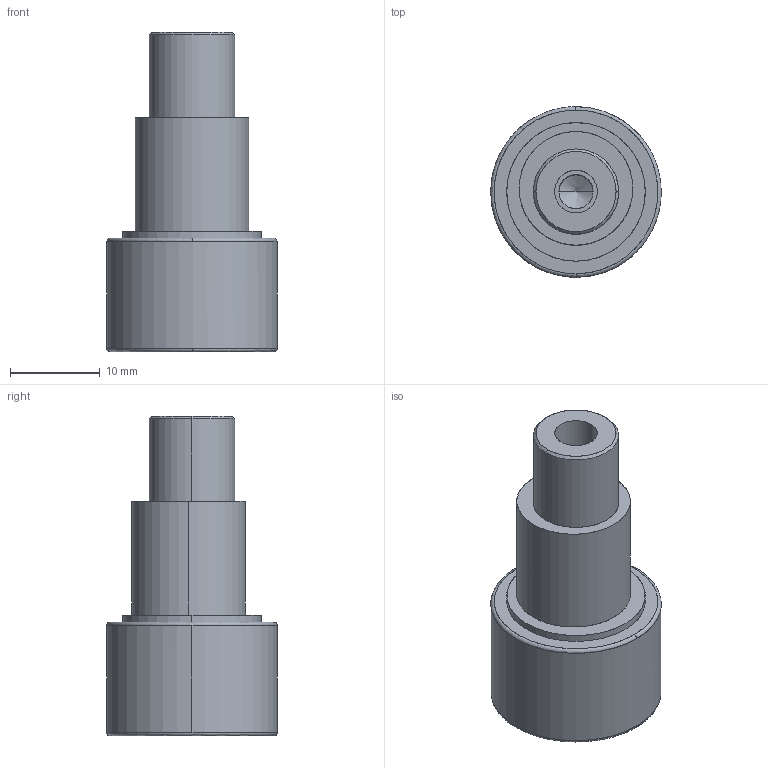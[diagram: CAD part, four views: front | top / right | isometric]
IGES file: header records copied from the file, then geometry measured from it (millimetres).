
Start section: SolidWorks IGES file using analytic representation for surfaces
Global section: file name: CFDEFAU08121721452410.igs; native system: SolidWorks 2017; preprocessor: SolidWorks 2017; author: partstream; date: 170812.172147; units: millimetre
Bounding box: 19.05 x 19.05 x 35.72 mm (x, y, z)
Surface area: 2515.9 mm2 (no closed solid volume)
Topology: 0 solids, 0 shells, 33 faces, 503 edges, 505 vertices
Faces by surface type: bspline 17, revolution 16
